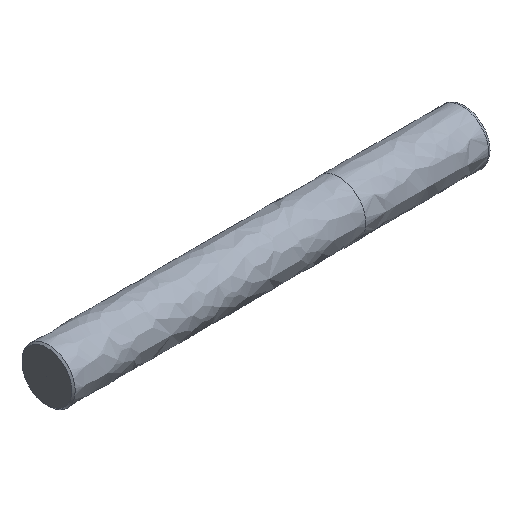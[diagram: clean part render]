
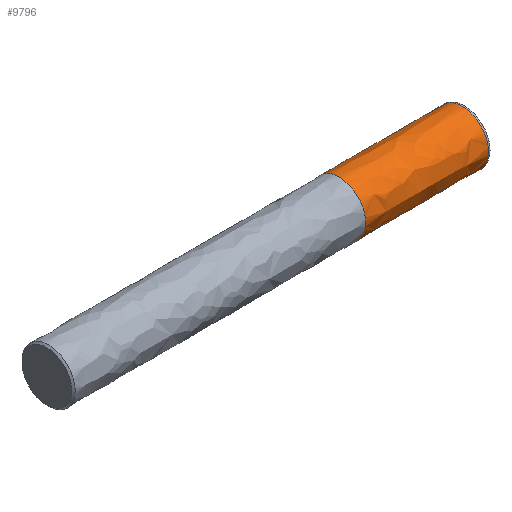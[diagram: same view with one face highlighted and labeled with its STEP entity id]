
A CAD part, isometric view. The second image highlights one B-rep face of the part: STEP entity #9796.
In plain terms, the highlighted free-form (B-spline) face has degree [5, 3] with [6, 4] control points.
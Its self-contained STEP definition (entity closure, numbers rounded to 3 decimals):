
#9629 = CARTESIAN_POINT ('', (-19., 4., 0.));
#9630 = VERTEX_POINT ('', #9629);
#9638 = CARTESIAN_POINT ('', (-19., 4., 0.));
#9639 = CARTESIAN_POINT ('', (-19., 4., -16.));
#9640 = CARTESIAN_POINT ('', (-19., -12., -8.));
#9641 = CARTESIAN_POINT ('', (-19., -12., 8.));
#9642 = CARTESIAN_POINT ('', (-19., 4., 16.));
#9643 = CARTESIAN_POINT ('', (-19., 4., 0.));
#9644 = (
   BOUNDED_CURVE ()
   B_SPLINE_CURVE (5, (#9638, #9639, #9640, #9641, #9642, #9643), .UNSPECIFIED., .T., .U.)
   B_SPLINE_CURVE_WITH_KNOTS ((6, 6), (0., 1.), .UNSPECIFIED.)
   CURVE ()
   GEOMETRIC_REPRESENTATION_ITEM ()
   RATIONAL_B_SPLINE_CURVE ((5., 1., 1., 1., 1., 5.))
   REPRESENTATION_ITEM ('')
);
#9645 = EDGE_CURVE ('', #9630, #9630, #9644, .T.);
#9676 = CARTESIAN_POINT ('', (-0.5, 4., 0.));
#9677 = VERTEX_POINT ('', #9676);
#9678 = CARTESIAN_POINT ('', (-0.5, 4., 0.));
#9679 = CARTESIAN_POINT ('', (-0.5, 4., -0.325));
#9680 = CARTESIAN_POINT ('', (-0.5, 3.958, -0.661));
#9681 = CARTESIAN_POINT ('', (-0.5, 3.879, -0.976));
#9682 = CARTESIAN_POINT ('', (-0.5, 3.8, -1.292));
#9683 = CARTESIAN_POINT ('', (-0.5, 3.677, -1.607));
#9684 = CARTESIAN_POINT ('', (-0.5, 3.523, -1.894));
#9685 = CARTESIAN_POINT ('', (-0.5, 3.369, -2.18));
#9686 = CARTESIAN_POINT ('', (-0.5, 3.174, -2.456));
#9687 = CARTESIAN_POINT ('', (-0.5, 2.955, -2.696));
#9688 = CARTESIAN_POINT ('', (-0.5, 2.735, -2.937));
#9689 = CARTESIAN_POINT ('', (-0.5, 2.479, -3.156));
#9690 = CARTESIAN_POINT ('', (-0.5, 2.207, -3.336));
#9691 = CARTESIAN_POINT ('', (-0.5, 1.936, -3.516));
#9692 = CARTESIAN_POINT ('', (-0.5, 1.633, -3.666));
#9693 = CARTESIAN_POINT ('', (-0.5, 1.326, -3.774));
#9694 = CARTESIAN_POINT ('', (-0.5, 1.019, -3.882));
#9695 = CARTESIAN_POINT ('', (-0.5, 0.689, -3.954));
#9696 = CARTESIAN_POINT ('', (-0.5, 0.365, -3.983));
#9697 = CARTESIAN_POINT ('', (-0.5, 0.041, -4.013));
#9698 = CARTESIAN_POINT ('', (-0.5, -0.297, -4.002));
#9699 = CARTESIAN_POINT ('', (-0.5, -0.618, -3.952));
#9700 = CARTESIAN_POINT ('', (-0.5, -0.94, -3.902));
#9701 = CARTESIAN_POINT ('', (-0.5, -1.265, -3.809));
#9702 = CARTESIAN_POINT ('', (-0.5, -1.564, -3.681));
#9703 = CARTESIAN_POINT ('', (-0.5, -1.864, -3.554));
#9704 = CARTESIAN_POINT ('', (-0.5, -2.156, -3.385));
#9705 = CARTESIAN_POINT ('', (-0.5, -2.416, -3.188));
#9706 = CARTESIAN_POINT ('', (-0.5, -2.675, -2.992));
#9707 = CARTESIAN_POINT ('', (-0.5, -2.917, -2.756));
#9708 = CARTESIAN_POINT ('', (-0.5, -3.121, -2.502));
#9709 = CARTESIAN_POINT ('', (-0.5, -3.324, -2.248));
#9710 = CARTESIAN_POINT ('', (-0.5, -3.502, -1.961));
#9711 = CARTESIAN_POINT ('', (-0.5, -3.637, -1.665));
#9712 = CARTESIAN_POINT ('', (-0.5, -3.773, -1.369));
#9713 = CARTESIAN_POINT ('', (-0.5, -3.874, -1.047));
#9714 = CARTESIAN_POINT ('', (-0.5, -3.933, -0.727));
#9715 = CARTESIAN_POINT ('', (-0.5, -3.993, -0.407));
#9716 = CARTESIAN_POINT ('', (-0.5, -4.013, -0.069));
#9717 = CARTESIAN_POINT ('', (-0.5, -3.992, 0.255));
#9718 = CARTESIAN_POINT ('', (-0.5, -3.971, 0.58));
#9719 = CARTESIAN_POINT ('', (-0.5, -3.908, 0.912));
#9720 = CARTESIAN_POINT ('', (-0.5, -3.809, 1.222));
#9721 = CARTESIAN_POINT ('', (-0.5, -3.709, 1.532));
#9722 = CARTESIAN_POINT ('', (-0.5, -3.567, 1.838));
#9723 = CARTESIAN_POINT ('', (-0.5, -3.395, 2.115));
#9724 = CARTESIAN_POINT ('', (-0.5, -3.223, 2.391));
#9725 = CARTESIAN_POINT ('', (-0.5, -3.011, 2.654));
#9726 = CARTESIAN_POINT ('', (-0.5, -2.776, 2.879));
#9727 = CARTESIAN_POINT ('', (-0.5, -2.542, 3.105));
#9728 = CARTESIAN_POINT ('', (-0.5, -2.272, 3.308));
#9729 = CARTESIAN_POINT ('', (-0.5, -1.99, 3.47));
#9730 = CARTESIAN_POINT ('', (-0.5, -1.707, 3.632));
#9731 = CARTESIAN_POINT ('', (-0.5, -1.396, 3.763));
#9732 = CARTESIAN_POINT ('', (-0.5, -1.082, 3.851));
#9733 = CARTESIAN_POINT ('', (-0.5, -0.769, 3.939));
#9734 = CARTESIAN_POINT ('', (-0.5, -0.435, 3.99));
#9735 = CARTESIAN_POINT ('', (-0.5, -0.11, 3.998));
#9736 = CARTESIAN_POINT ('', (-0.5, 0.216, 4.007));
#9737 = CARTESIAN_POINT ('', (-0.5, 0.552, 3.975));
#9738 = CARTESIAN_POINT ('', (-0.5, 0.87, 3.904));
#9739 = CARTESIAN_POINT ('', (-0.5, 1.187, 3.834));
#9740 = CARTESIAN_POINT ('', (-0.5, 1.505, 3.72));
#9741 = CARTESIAN_POINT ('', (-0.5, 1.796, 3.574));
#9742 = CARTESIAN_POINT ('', (-0.5, 2.087, 3.428));
#9743 = CARTESIAN_POINT ('', (-0.5, 2.368, 3.24));
#9744 = CARTESIAN_POINT ('', (-0.5, 2.614, 3.027));
#9745 = CARTESIAN_POINT ('', (-0.5, 2.861, 2.815));
#9746 = CARTESIAN_POINT ('', (-0.5, 3.087, 2.564));
#9747 = CARTESIAN_POINT ('', (-0.5, 3.274, 2.298));
#9748 = CARTESIAN_POINT ('', (-0.5, 3.461, 2.031));
#9749 = CARTESIAN_POINT ('', (-0.5, 3.62, 1.733));
#9750 = CARTESIAN_POINT ('', (-0.5, 3.736, 1.429));
#9751 = CARTESIAN_POINT ('', (-0.5, 3.852, 1.125));
#9752 = CARTESIAN_POINT ('', (-0.5, 3.933, 0.797));
#9753 = CARTESIAN_POINT ('', (-0.5, 3.972, 0.474));
#9754 = CARTESIAN_POINT ('', (-0.5, 3.991, 0.317));
#9755 = CARTESIAN_POINT ('', (-0.5, 4., 0.158));
#9756 = CARTESIAN_POINT ('', (-0.5, 4., 0.));
#9757 = B_SPLINE_CURVE_WITH_KNOTS ('', 3, (#9678, #9679, #9680, #9681, #9682, #9683, #9684, #9685, #9686, #9687, #9688, #9689, #9690, #9691, #9692, #9693, #9694, #9695, #9696, #9697, #9698, #9699, #9700, #9701, #9702, #9703, #9704, #9705, #9706, #9707, #9708, #9709, #9710, #9711, #9712, #9713, #9714, #9715, #9716, #9717, #9718, #9719, #9720, #9721, #9722, #9723, #9724, #9725, #9726, #9727, #9728, #9729, #9730, #9731, #9732, #9733, #9734, #9735, #9736, #9737, #9738, #9739, #9740, #9741, #9742, #9743, #9744, #9745, #9746, #9747, #9748, #9749, #9750, #9751, #9752, #9753, #9754, #9755, #9756), .UNSPECIFIED., .T., .U., (4, 3, 3, 3, 3, 3, 3, 3, 3, 3, 3, 3, 3, 3, 3, 3, 3, 3, 3, 3, 3, 3, 3, 3, 3, 3, 4), (0., 0.854, 1.709, 2.563, 3.417, 4.271, 5.126, 5.98, 6.834, 7.689, 8.543, 9.397, 10.252, 11.106, 11.96, 12.814, 13.669, 14.523, 15.377, 16.232, 17.086, 17.94, 18.795, 19.649, 20.503, 21.357, 21.772), .UNSPECIFIED.);
#9758 = EDGE_CURVE ('', #9677, #9677, #9757, .T.);
#9759 = ORIENTED_EDGE ('', *, *, #9758, .T.);
#9760 = CARTESIAN_POINT ('', (-19., 4., 0.));
#9761 = CARTESIAN_POINT ('', (-12.833, 4., 0.));
#9762 = CARTESIAN_POINT ('', (-6.667, 4., 0.));
#9763 = CARTESIAN_POINT ('', (-0.5, 4., 0.));
#9764 = B_SPLINE_CURVE_WITH_KNOTS ('', 3, (#9760, #9761, #9762, #9763), .UNSPECIFIED., .F., .U., (4, 4), (0., 0.974), .UNSPECIFIED.);
#9765 = EDGE_CURVE ('', #9630, #9677, #9764, .T.);
#9766 = ORIENTED_EDGE ('', *, *, #9765, .F.);
#9767 = ORIENTED_EDGE ('', *, *, #9645, .F.);
#9768 = ORIENTED_EDGE ('', *, *, #9765, .T.);
#9769 = EDGE_LOOP ('', (#9759, #9766, #9767, #9768));
#9770 = FACE_OUTER_BOUND ('', #9769, .T.);
#9771 = CARTESIAN_POINT ('', (-19., 4., 0.));
#9772 = CARTESIAN_POINT ('', (-12.667, 4., 0.));
#9773 = CARTESIAN_POINT ('', (-6.333, 4., 0.));
#9774 = CARTESIAN_POINT ('', (0., 4., 0.));
#9775 = CARTESIAN_POINT ('', (-19., 4., 16.));
#9776 = CARTESIAN_POINT ('', (-12.667, 4., 16.));
#9777 = CARTESIAN_POINT ('', (-6.333, 4., 16.));
#9778 = CARTESIAN_POINT ('', (0., 4., 16.));
#9779 = CARTESIAN_POINT ('', (-19., -12., 8.));
#9780 = CARTESIAN_POINT ('', (-12.667, -12., 8.));
#9781 = CARTESIAN_POINT ('', (-6.333, -12., 8.));
#9782 = CARTESIAN_POINT ('', (0., -12., 8.));
#9783 = CARTESIAN_POINT ('', (-19., -12., -8.));
#9784 = CARTESIAN_POINT ('', (-12.667, -12., -8.));
#9785 = CARTESIAN_POINT ('', (-6.333, -12., -8.));
#9786 = CARTESIAN_POINT ('', (0., -12., -8.));
#9787 = CARTESIAN_POINT ('', (-19., 4., -16.));
#9788 = CARTESIAN_POINT ('', (-12.667, 4., -16.));
#9789 = CARTESIAN_POINT ('', (-6.333, 4., -16.));
#9790 = CARTESIAN_POINT ('', (0., 4., -16.));
#9791 = CARTESIAN_POINT ('', (-19., 4., 0.));
#9792 = CARTESIAN_POINT ('', (-12.667, 4., 0.));
#9793 = CARTESIAN_POINT ('', (-6.333, 4., 0.));
#9794 = CARTESIAN_POINT ('', (0., 4., 0.));
#9795 = (
   BOUNDED_SURFACE ()
   B_SPLINE_SURFACE (5, 3, ((#9771, #9772, #9773, #9774), (#9775, #9776, #9777, #9778), (#9779, #9780, #9781, #9782), (#9783, #9784, #9785, #9786), (#9787, #9788, #9789, #9790), (#9791, #9792, #9793, #9794)), .UNSPECIFIED., .T., .F., .U.)
   B_SPLINE_SURFACE_WITH_KNOTS ((6, 6), (4, 4), (0., 1.), (0., 1.), .UNSPECIFIED.)
   SURFACE ()
   GEOMETRIC_REPRESENTATION_ITEM ()
   RATIONAL_B_SPLINE_SURFACE (((5., 5., 5., 5.), (1., 1., 1., 1.), (1., 1., 1., 1.), (1., 1., 1., 1.), (1., 1., 1., 1.), (5., 5., 5., 5.)))
   REPRESENTATION_ITEM ('')
);
#9796 = ADVANCED_FACE ('', (#9770), #9795, .T.);
